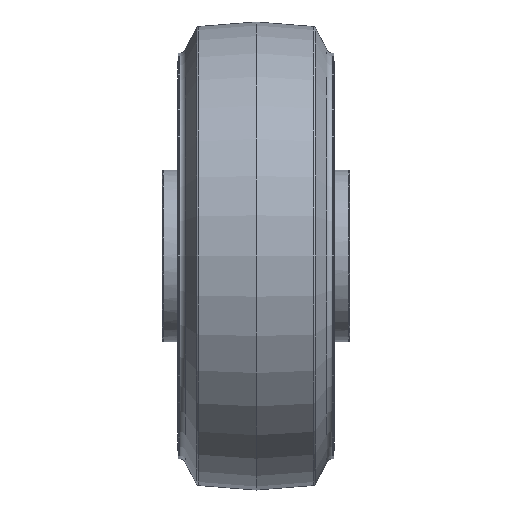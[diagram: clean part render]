
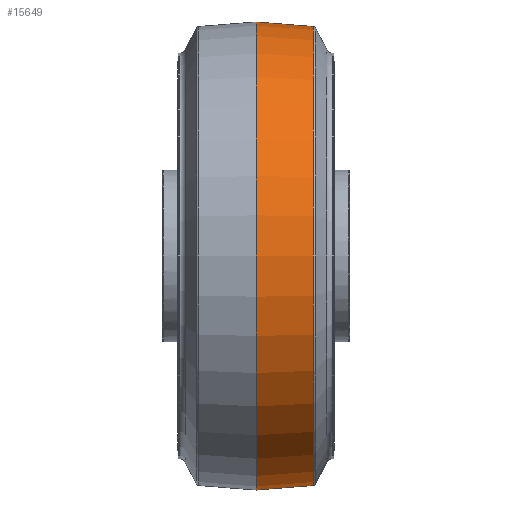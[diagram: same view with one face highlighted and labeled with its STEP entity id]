
A CAD part, front view. The second image highlights one B-rep face of the part: STEP entity #15649.
In plain terms, the highlighted conical face has half-angle 4.514 degrees and reference radius 73.554 mm.
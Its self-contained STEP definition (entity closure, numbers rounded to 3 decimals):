
#302 = DIRECTION ( 'NONE',  ( 0., 0., 1. ) ) ;
#799 = ORIENTED_EDGE ( 'NONE', *, *, #16852, .T. ) ;
#1535 = VERTEX_POINT ( 'NONE', #12355 ) ;
#1567 = EDGE_CURVE ( 'NONE', #13425, #11213, #17870, .T. ) ;
#1672 = CARTESIAN_POINT ( 'NONE',  ( 48.315, 0., 0. ) ) ;
#3002 = DIRECTION ( 'NONE',  ( -1., 0., 0. ) ) ;
#3500 = VERTEX_POINT ( 'NONE', #8359 ) ;
#3842 = CARTESIAN_POINT ( 'NONE',  ( 48.315, 0., 0. ) ) ;
#4815 = VECTOR ( 'NONE', #9490, 1000. ) ;
#5273 = DIRECTION ( 'NONE',  ( 0., 0., 1. ) ) ;
#6053 = DIRECTION ( 'NONE',  ( -0.997, 0., 0.079 ) ) ;
#7864 = EDGE_CURVE ( 'NONE', #1535, #13425, #15906, .T. ) ;
#7888 = ORIENTED_EDGE ( 'NONE', *, *, #7864, .F. ) ;
#8359 = CARTESIAN_POINT ( 'NONE',  ( 48.315, 0., 73.554 ) ) ;
#8376 = ORIENTED_EDGE ( 'NONE', *, *, #1567, .F. ) ;
#8409 = CONICAL_SURFACE ( 'NONE', #9937, 73.554, 0.079 ) ;
#8936 = ORIENTED_EDGE ( 'NONE', *, *, #17493, .T. ) ;
#9208 = CARTESIAN_POINT ( 'NONE',  ( 30., 0., 0. ) ) ;
#9275 = DIRECTION ( 'NONE',  ( 0., 0., 1. ) ) ;
#9337 = DIRECTION ( 'NONE',  ( -1., 0., 0. ) ) ;
#9490 = DIRECTION ( 'NONE',  ( -0.997, 0., -0.079 ) ) ;
#9699 = LINE ( 'NONE', #16046, #13544 ) ;
#9854 = AXIS2_PLACEMENT_3D ( 'NONE', #9208, #9337, #9275 ) ;
#9864 = CARTESIAN_POINT ( 'NONE',  ( 30., 0., -75. ) ) ;
#9937 = AXIS2_PLACEMENT_3D ( 'NONE', #1672, #3002, #302 ) ;
#11213 = VERTEX_POINT ( 'NONE', #16880 ) ;
#12355 = CARTESIAN_POINT ( 'NONE',  ( 48.315, 0., -73.554 ) ) ;
#12413 = CIRCLE ( 'NONE', #16658, 73.554 ) ;
#13425 = VERTEX_POINT ( 'NONE', #9864 ) ;
#13544 = VECTOR ( 'NONE', #6053, 1000. ) ;
#13919 = DIRECTION ( 'NONE',  ( -1., 0., 0. ) ) ;
#14095 = FACE_OUTER_BOUND ( 'NONE', #14920, .T. ) ;
#14920 = EDGE_LOOP ( 'NONE', ( #7888, #8936, #799, #8376 ) ) ;
#15649 = ADVANCED_FACE ( 'NONE', ( #14095 ), #8409, .T. ) ;
#15906 = LINE ( 'NONE', #18158, #4815 ) ;
#16046 = CARTESIAN_POINT ( 'NONE',  ( 48.315, 0., 73.554 ) ) ;
#16658 = AXIS2_PLACEMENT_3D ( 'NONE', #3842, #13919, #5273 ) ;
#16852 = EDGE_CURVE ( 'NONE', #3500, #11213, #9699, .T. ) ;
#16880 = CARTESIAN_POINT ( 'NONE',  ( 30., 0., 75. ) ) ;
#17493 = EDGE_CURVE ( 'NONE', #1535, #3500, #12413, .T. ) ;
#17870 = CIRCLE ( 'NONE', #9854, 75. ) ;
#18158 = CARTESIAN_POINT ( 'NONE',  ( 48.315, 0., -73.554 ) ) ;
